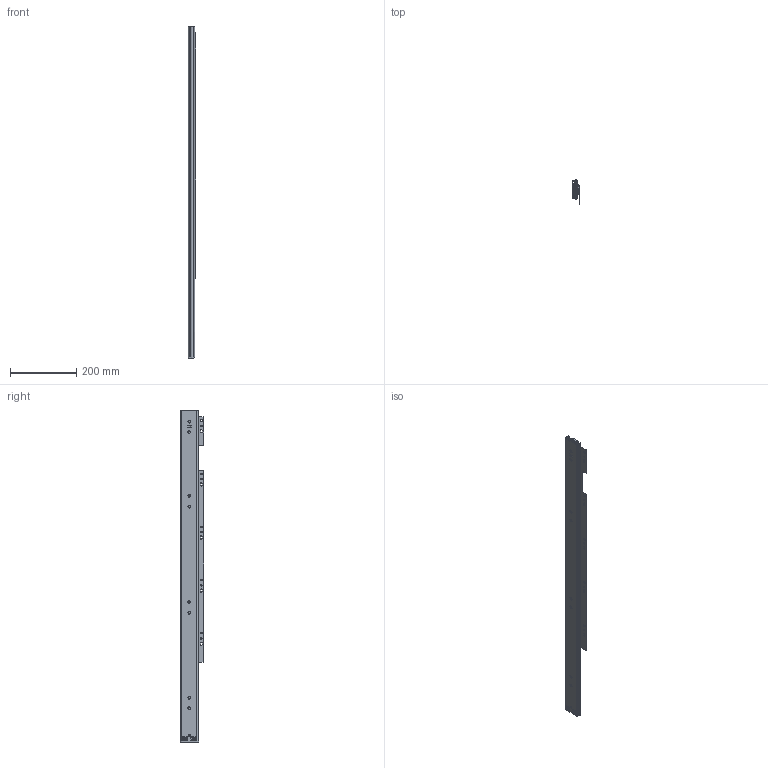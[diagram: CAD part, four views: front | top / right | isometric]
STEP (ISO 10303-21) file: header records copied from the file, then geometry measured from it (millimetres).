
FILE_DESCRIPTION (( 'STEP AP214' ), '1' );
FILE_NAME ('FR_5623.1000mm_40inch_closed_right.STEP', '2022-10-18T10:55:02', ( '' ), ( '' ), 'SwSTEP 2.0', 'SolidWorks 2020', '' );
FILE_SCHEMA (( 'AUTOMOTIVE_DESIGN' ));
Length unit declared in the file: millimetre
Products named in the file (12): 5623 Middle Bumper; 5623.XXX-01.T042_NL 1000; FR 5623 Drawer Bumper; 5623.XXX-02.T042_NL 1000; FR 5623 DETENT; 5623.XXX-03.T042_NL 1000; 5623.XXX-04.T042 RIGHT_NL 1000; FR_5623.1000mm_40inch_closed_right
Assembly tree (11 placements, depth 3):
  FR_5623.1000mm_40inch_closed_right
    5623.XXX-01.T042_NL 1000
      5623.XXX-01.T042_NL 1000
      FR 5623 DETENT
    5623.XXX-03.T042_NL 1000
      5623.XXX-03.T042_NL 1000
      FR 5623 Drawer Bumper
    5623.XXX-02.T042_NL 1000
      5623.XXX-02.T042_NL 1000
      5623 Middle Bumper
    5623.XXX-04.T042 RIGHT_NL 1000
      5623.XXX-04.T042 RIGHT_NL 1000
Bounding box: 22.6 x 71.89 x 1000 mm (x, y, z)
Volume: 430652 mm3; surface area: 518832.9 mm2
Topology: 7 solids, 7 shells, 973 faces, 2634 edges, 1659 vertices
Faces by surface type: cylinder 483, plane 422, cone 56, bspline 12
Entity records: 32327 total; most frequent: CARTESIAN_POINT 7040, DIRECTION 5293, ORIENTED_EDGE 5268, EDGE_CURVE 2634, AXIS2_PLACEMENT_3D 1924, VERTEX_POINT 1659, VECTOR 1445, LINE 1445
